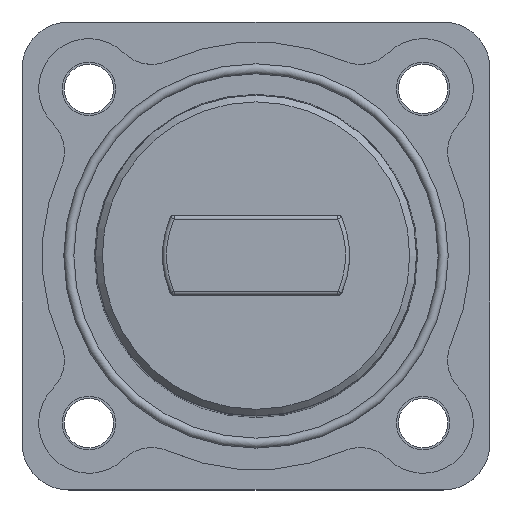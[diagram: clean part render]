
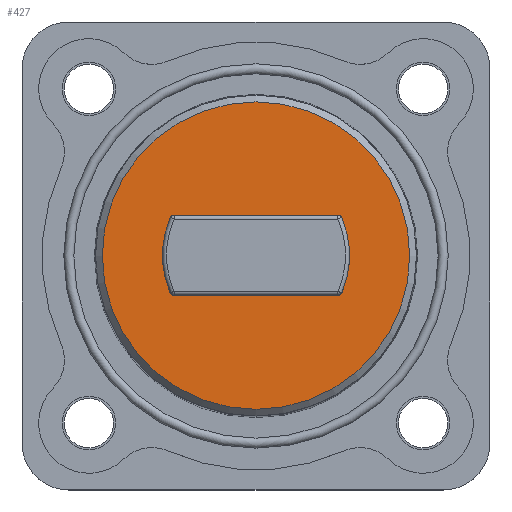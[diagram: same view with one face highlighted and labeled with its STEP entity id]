
A CAD part, top view. The second image highlights one B-rep face of the part: STEP entity #427.
In plain terms, the highlighted planar face has unit normal (0, 0, 1).
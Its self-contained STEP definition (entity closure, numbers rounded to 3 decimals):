
#135=LINE('',#2354,#191);
#136=LINE('',#2362,#192);
#191=VECTOR('',#1947,1.);
#192=VECTOR('',#1954,1.);
#357=FACE_BOUND('',#640,.T.);
#358=FACE_BOUND('',#641,.T.);
#427=ADVANCED_FACE('',(#357,#358),#473,.T.);
#473=PLANE('',#1565);
#640=EDGE_LOOP('',(#898,#899,#900,#901,#902,#903,#904,#905));
#641=EDGE_LOOP('',(#906));
#898=ORIENTED_EDGE('',*,*,#1244,.T.);
#899=ORIENTED_EDGE('',*,*,#1245,.T.);
#900=ORIENTED_EDGE('',*,*,#1246,.T.);
#901=ORIENTED_EDGE('',*,*,#1247,.T.);
#902=ORIENTED_EDGE('',*,*,#1248,.T.);
#903=ORIENTED_EDGE('',*,*,#1249,.T.);
#904=ORIENTED_EDGE('',*,*,#1250,.T.);
#905=ORIENTED_EDGE('',*,*,#1251,.T.);
#906=ORIENTED_EDGE('',*,*,#1132,.T.);
#1010=VERTEX_POINT('',#2089);
#1097=VERTEX_POINT('',#2350);
#1098=VERTEX_POINT('',#2351);
#1099=VERTEX_POINT('',#2353);
#1100=VERTEX_POINT('',#2355);
#1101=VERTEX_POINT('',#2357);
#1102=VERTEX_POINT('',#2359);
#1103=VERTEX_POINT('',#2361);
#1104=VERTEX_POINT('',#2363);
#1132=EDGE_CURVE('',#1010,#1010,#1301,.T.);
#1244=EDGE_CURVE('',#1097,#1098,#1381,.T.);
#1245=EDGE_CURVE('',#1098,#1099,#1382,.T.);
#1246=EDGE_CURVE('',#1099,#1100,#135,.T.);
#1247=EDGE_CURVE('',#1100,#1101,#1383,.T.);
#1248=EDGE_CURVE('',#1101,#1102,#1384,.T.);
#1249=EDGE_CURVE('',#1102,#1103,#1385,.T.);
#1250=EDGE_CURVE('',#1103,#1104,#136,.T.);
#1251=EDGE_CURVE('',#1104,#1097,#1386,.T.);
#1301=CIRCLE('',#1417,11.497);
#1381=CIRCLE('',#1559,7.);
#1382=CIRCLE('',#1560,0.3);
#1383=CIRCLE('',#1561,0.3);
#1384=CIRCLE('',#1562,7.);
#1385=CIRCLE('',#1563,0.3);
#1386=CIRCLE('',#1564,0.3);
#1417=AXIS2_PLACEMENT_3D('',#2088,#1627,#1628);
#1559=AXIS2_PLACEMENT_3D('',#2349,#1943,#1944);
#1560=AXIS2_PLACEMENT_3D('',#2352,#1945,#1946);
#1561=AXIS2_PLACEMENT_3D('',#2356,#1948,#1949);
#1562=AXIS2_PLACEMENT_3D('',#2358,#1950,#1951);
#1563=AXIS2_PLACEMENT_3D('',#2360,#1952,#1953);
#1564=AXIS2_PLACEMENT_3D('',#2364,#1955,#1956);
#1565=AXIS2_PLACEMENT_3D('',#2365,#1957,#1958);
#1627=DIRECTION('',(0.,0.,1.));
#1628=DIRECTION('',(1.,0.,0.));
#1943=DIRECTION('',(0.,0.,-1.));
#1944=DIRECTION('',(1.,0.,0.));
#1945=DIRECTION('',(0.,0.,-1.));
#1946=DIRECTION('',(-1.,0.,0.));
#1947=DIRECTION('',(1.,0.,0.));
#1948=DIRECTION('',(0.,0.,-1.));
#1949=DIRECTION('',(-1.,0.,0.));
#1950=DIRECTION('',(0.,0.,-1.));
#1951=DIRECTION('',(1.,0.,0.));
#1952=DIRECTION('',(0.,0.,-1.));
#1953=DIRECTION('',(1.,0.,0.));
#1954=DIRECTION('',(-1.,0.,0.));
#1955=DIRECTION('',(0.,0.,-1.));
#1956=DIRECTION('',(1.,0.,0.));
#1957=DIRECTION('',(0.,0.,1.));
#1958=DIRECTION('',(1.,0.,0.));
#2088=CARTESIAN_POINT('',(0.,0.,20.));
#2089=CARTESIAN_POINT('',(11.497,0.,20.));
#2349=CARTESIAN_POINT('',(0.,0.,20.));
#2350=CARTESIAN_POINT('',(-6.406,-2.821,20.));
#2351=CARTESIAN_POINT('',(-6.406,2.821,20.));
#2352=CARTESIAN_POINT('',(-6.132,2.7,20.));
#2353=CARTESIAN_POINT('',(-6.132,3.,20.));
#2354=CARTESIAN_POINT('',(10.155,3.,20.));
#2355=CARTESIAN_POINT('',(6.132,3.,20.));
#2356=CARTESIAN_POINT('',(6.132,2.7,20.));
#2357=CARTESIAN_POINT('',(6.406,2.821,20.));
#2358=CARTESIAN_POINT('',(0.,0.,20.));
#2359=CARTESIAN_POINT('',(6.406,-2.821,20.));
#2360=CARTESIAN_POINT('',(6.132,-2.7,20.));
#2361=CARTESIAN_POINT('',(6.132,-3.,20.));
#2362=CARTESIAN_POINT('',(10.155,-3.,20.));
#2363=CARTESIAN_POINT('',(-6.132,-3.,20.));
#2364=CARTESIAN_POINT('',(-6.132,-2.7,20.));
#2365=CARTESIAN_POINT('',(0.,0.,20.));
